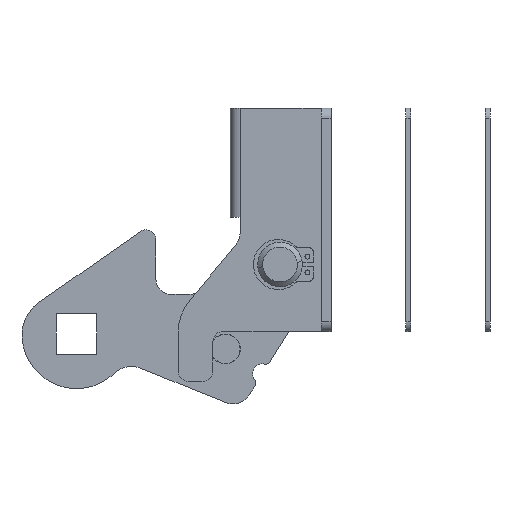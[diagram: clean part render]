
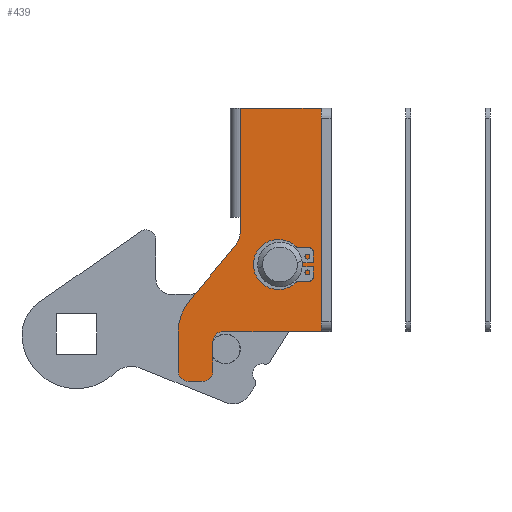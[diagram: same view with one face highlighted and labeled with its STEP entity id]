
A CAD part, left-side view. The second image highlights one B-rep face of the part: STEP entity #439.
In plain terms, the highlighted planar face has unit normal (-1, 0, 0).
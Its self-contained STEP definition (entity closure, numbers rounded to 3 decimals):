
#53 = CARTESIAN_POINT ( 'NONE',  ( -11.5, 1.5, -47. ) ) ;
#138 = VERTEX_POINT ( 'NONE', #6058 ) ;
#215 = CARTESIAN_POINT ( 'NONE',  ( -11.5, -18.3, -45. ) ) ;
#236 = DIRECTION ( 'NONE',  ( 1., 0., 0. ) ) ;
#248 = EDGE_CURVE ( 'NONE', #2359, #1523, #5238, .T. ) ;
#365 = CARTESIAN_POINT ( 'NONE',  ( -11.5, 8.5, -55. ) ) ;
#372 = CARTESIAN_POINT ( 'NONE',  ( -11.5, -18.3, -45. ) ) ;
#421 = DIRECTION ( 'NONE',  ( 1., 0., 0. ) ) ;
#438 = VERTEX_POINT ( 'NONE', #5151 ) ;
#439 = ADVANCED_FACE ( 'NONE', ( #5015, #5116 ), #4511, .T. ) ;
#540 = CARTESIAN_POINT ( 'NONE',  ( -11.5, -2., -24.69 ) ) ;
#689 = CARTESIAN_POINT ( 'NONE',  ( -11.5, 10.5, -53. ) ) ;
#698 = EDGE_CURVE ( 'NONE', #438, #4737, #6101, .T. ) ;
#739 = EDGE_CURVE ( 'NONE', #844, #4768, #1387, .T. ) ;
#825 = EDGE_CURVE ( 'NONE', #2011, #2362, #1337, .T. ) ;
#844 = VERTEX_POINT ( 'NONE', #1119 ) ;
#872 = LINE ( 'NONE', #215, #2683 ) ;
#890 = CARTESIAN_POINT ( 'NONE',  ( -11.5, -10., -31.5 ) ) ;
#1031 = LINE ( 'NONE', #365, #5317 ) ;
#1048 = CARTESIAN_POINT ( 'NONE',  ( -11.5, 8.5, -55. ) ) ;
#1050 = VERTEX_POINT ( 'NONE', #540 ) ;
#1112 = ORIENTED_EDGE ( 'NONE', *, *, #4363, .T. ) ;
#1119 = CARTESIAN_POINT ( 'NONE',  ( -11.5, 3.5, -53. ) ) ;
#1136 = VERTEX_POINT ( 'NONE', #3941 ) ;
#1167 = CARTESIAN_POINT ( 'NONE',  ( -11.5, -10., -36.05 ) ) ;
#1196 = EDGE_CURVE ( 'NONE', #1050, #1136, #2496, .T. ) ;
#1212 = DIRECTION ( 'NONE',  ( 0., 0., 1. ) ) ;
#1337 = CIRCLE ( 'NONE', #2532, 10. ) ;
#1376 = CARTESIAN_POINT ( 'NONE',  ( -11.5, 5.5, -53. ) ) ;
#1387 = CIRCLE ( 'NONE', #5191, 2. ) ;
#1415 = CARTESIAN_POINT ( 'NONE',  ( -11.5, 0.5, -45.12 ) ) ;
#1500 = EDGE_CURVE ( 'NONE', #1857, #844, #4381, .T. ) ;
#1523 = VERTEX_POINT ( 'NONE', #2950 ) ;
#1655 = CARTESIAN_POINT ( 'NONE',  ( -11.5, 1.5, -45. ) ) ;
#1662 = LINE ( 'NONE', #372, #4862 ) ;
#1683 = VECTOR ( 'NONE', #3954, 1000. ) ;
#1710 = CARTESIAN_POINT ( 'NONE',  ( -11.5, 3., -24.69 ) ) ;
#1718 = ORIENTED_EDGE ( 'NONE', *, *, #739, .F. ) ;
#1734 = ORIENTED_EDGE ( 'NONE', *, *, #5042, .F. ) ;
#1842 = CIRCLE ( 'NONE', #3303, 2. ) ;
#1857 = VERTEX_POINT ( 'NONE', #3667 ) ;
#1859 = CARTESIAN_POINT ( 'NONE',  ( -11.5, -2., -45. ) ) ;
#1862 = VECTOR ( 'NONE', #2261, 1000. ) ;
#1937 = DIRECTION ( 'NONE',  ( 0., 0., 1. ) ) ;
#1981 = VERTEX_POINT ( 'NONE', #5797 ) ;
#2011 = VERTEX_POINT ( 'NONE', #3072 ) ;
#2016 = ORIENTED_EDGE ( 'NONE', *, *, #5600, .F. ) ;
#2086 = ORIENTED_EDGE ( 'NONE', *, *, #5626, .T. ) ;
#2095 = ORIENTED_EDGE ( 'NONE', *, *, #248, .F. ) ;
#2098 = ORIENTED_EDGE ( 'NONE', *, *, #6082, .F. ) ;
#2212 = DIRECTION ( 'NONE',  ( 0., 0., -1. ) ) ;
#2261 = DIRECTION ( 'NONE',  ( 0., -0.64, 0.768 ) ) ;
#2271 = DIRECTION ( 'NONE',  ( 0., 0., 1. ) ) ;
#2359 = VERTEX_POINT ( 'NONE', #4141 ) ;
#2362 = VERTEX_POINT ( 'NONE', #3519 ) ;
#2395 = CIRCLE ( 'NONE', #4161, 5. ) ;
#2457 = DIRECTION ( 'NONE',  ( 0., 0., -1. ) ) ;
#2496 = LINE ( 'NONE', #1859, #5280 ) ;
#2497 = EDGE_CURVE ( 'NONE', #2362, #1981, #5481, .T. ) ;
#2504 = DIRECTION ( 'NONE',  ( 0., 0., 1. ) ) ;
#2529 = ORIENTED_EDGE ( 'NONE', *, *, #3305, .T. ) ;
#2532 = AXIS2_PLACEMENT_3D ( 'NONE', #1415, #3170, #2539 ) ;
#2539 = DIRECTION ( 'NONE',  ( 0., 0., 1. ) ) ;
#2562 = CARTESIAN_POINT ( 'NONE',  ( -11.5, 10.5, -45.12 ) ) ;
#2580 = DIRECTION ( 'NONE',  ( 0., -1., 0. ) ) ;
#2683 = VECTOR ( 'NONE', #5857, 1000. ) ;
#2720 = ORIENTED_EDGE ( 'NONE', *, *, #5236, .T. ) ;
#2803 = DIRECTION ( 'NONE',  ( 0., 0., 1. ) ) ;
#2873 = DIRECTION ( 'NONE',  ( 1., 0., 0. ) ) ;
#2904 = VECTOR ( 'NONE', #1937, 1000. ) ;
#2916 = CARTESIAN_POINT ( 'NONE',  ( -11.5, -2., -26.5 ) ) ;
#2949 = EDGE_LOOP ( 'NONE', ( #2095, #4459, #4123, #2720, #5141, #5107, #3101, #1734, #2098, #1718, #3217, #2016, #2086, #1112 ) ) ;
#2950 = CARTESIAN_POINT ( 'NONE',  ( -11.5, -18.3, 0. ) ) ;
#3000 = AXIS2_PLACEMENT_3D ( 'NONE', #3506, #2873, #2212 ) ;
#3072 = CARTESIAN_POINT ( 'NONE',  ( -11.5, 10.5, -45.12 ) ) ;
#3094 = CARTESIAN_POINT ( 'NONE',  ( -11.5, 3.5, -53. ) ) ;
#3101 = ORIENTED_EDGE ( 'NONE', *, *, #4162, .F. ) ;
#3137 = DIRECTION ( 'NONE',  ( 1., 0., 0. ) ) ;
#3170 = DIRECTION ( 'NONE',  ( 1., 0., 0. ) ) ;
#3201 = LINE ( 'NONE', #2562, #2904 ) ;
#3217 = ORIENTED_EDGE ( 'NONE', *, *, #1500, .F. ) ;
#3219 = DIRECTION ( 'NONE',  ( -1., 0., 0. ) ) ;
#3303 = AXIS2_PLACEMENT_3D ( 'NONE', #4218, #3585, #2271 ) ;
#3305 = EDGE_CURVE ( 'NONE', #4737, #438, #5719, .T. ) ;
#3443 = CARTESIAN_POINT ( 'NONE',  ( -11.5, -2., -45. ) ) ;
#3471 = ORIENTED_EDGE ( 'NONE', *, *, #698, .T. ) ;
#3506 = CARTESIAN_POINT ( 'NONE',  ( -11.5, -10., -31.5 ) ) ;
#3519 = CARTESIAN_POINT ( 'NONE',  ( -11.5, 8.182, -38.719 ) ) ;
#3585 = DIRECTION ( 'NONE',  ( 1., 0., 0. ) ) ;
#3667 = CARTESIAN_POINT ( 'NONE',  ( -11.5, 3.5, -47. ) ) ;
#3734 = DIRECTION ( 'NONE',  ( 0., 0., -1. ) ) ;
#3839 = EDGE_CURVE ( 'NONE', #1136, #2359, #5376, .T. ) ;
#3872 = CARTESIAN_POINT ( 'NONE',  ( -11.5, -18.3, -45. ) ) ;
#3941 = CARTESIAN_POINT ( 'NONE',  ( -11.5, -2., -22. ) ) ;
#3954 = DIRECTION ( 'NONE',  ( 0., -1., 0. ) ) ;
#4060 = CARTESIAN_POINT ( 'NONE',  ( -11.5, 5.5, -55. ) ) ;
#4123 = ORIENTED_EDGE ( 'NONE', *, *, #1196, .F. ) ;
#4141 = CARTESIAN_POINT ( 'NONE',  ( -11.5, -2., 0. ) ) ;
#4161 = AXIS2_PLACEMENT_3D ( 'NONE', #1710, #421, #6040 ) ;
#4162 = EDGE_CURVE ( 'NONE', #5102, #2011, #3201, .T. ) ;
#4218 = CARTESIAN_POINT ( 'NONE',  ( -11.5, 8.5, -53. ) ) ;
#4307 = VERTEX_POINT ( 'NONE', #1655 ) ;
#4325 = CIRCLE ( 'NONE', #5801, 2. ) ;
#4363 = EDGE_CURVE ( 'NONE', #138, #1523, #872, .T. ) ;
#4378 = AXIS2_PLACEMENT_3D ( 'NONE', #890, #236, #5875 ) ;
#4381 = LINE ( 'NONE', #3094, #5775 ) ;
#4388 = DIRECTION ( 'NONE',  ( -1., 0., 0. ) ) ;
#4459 = ORIENTED_EDGE ( 'NONE', *, *, #3839, .F. ) ;
#4473 = EDGE_LOOP ( 'NONE', ( #2529, #3471 ) ) ;
#4511 = PLANE ( 'NONE',  #4589 ) ;
#4584 = CARTESIAN_POINT ( 'NONE',  ( -11.5, -18.3, 0. ) ) ;
#4589 = AXIS2_PLACEMENT_3D ( 'NONE', #3872, #3219, #2580 ) ;
#4710 = VECTOR ( 'NONE', #2803, 1000. ) ;
#4737 = VERTEX_POINT ( 'NONE', #1167 ) ;
#4768 = VERTEX_POINT ( 'NONE', #4060 ) ;
#4862 = VECTOR ( 'NONE', #6000, 1000. ) ;
#5015 = FACE_BOUND ( 'NONE', #4473, .T. ) ;
#5042 = EDGE_CURVE ( 'NONE', #5128, #5102, #1842, .T. ) ;
#5102 = VERTEX_POINT ( 'NONE', #689 ) ;
#5107 = ORIENTED_EDGE ( 'NONE', *, *, #825, .F. ) ;
#5116 = FACE_OUTER_BOUND ( 'NONE', #2949, .T. ) ;
#5128 = VERTEX_POINT ( 'NONE', #1048 ) ;
#5141 = ORIENTED_EDGE ( 'NONE', *, *, #2497, .F. ) ;
#5151 = CARTESIAN_POINT ( 'NONE',  ( -11.5, -10., -26.95 ) ) ;
#5191 = AXIS2_PLACEMENT_3D ( 'NONE', #1376, #3137, #2504 ) ;
#5236 = EDGE_CURVE ( 'NONE', #1050, #1981, #2395, .T. ) ;
#5238 = LINE ( 'NONE', #4584, #1683 ) ;
#5280 = VECTOR ( 'NONE', #1212, 1000. ) ;
#5317 = VECTOR ( 'NONE', #5993, 1000. ) ;
#5376 = LINE ( 'NONE', #3443, #4710 ) ;
#5481 = LINE ( 'NONE', #2916, #1862 ) ;
#5600 = EDGE_CURVE ( 'NONE', #4307, #1857, #4325, .T. ) ;
#5626 = EDGE_CURVE ( 'NONE', #4307, #138, #1662, .T. ) ;
#5719 = CIRCLE ( 'NONE', #3000, 4.55 ) ;
#5775 = VECTOR ( 'NONE', #2457, 1000. ) ;
#5797 = CARTESIAN_POINT ( 'NONE',  ( -11.5, -0.841, -27.891 ) ) ;
#5801 = AXIS2_PLACEMENT_3D ( 'NONE', #53, #4388, #3734 ) ;
#5857 = DIRECTION ( 'NONE',  ( 0., 0., 1. ) ) ;
#5875 = DIRECTION ( 'NONE',  ( 0., 0., -1. ) ) ;
#5993 = DIRECTION ( 'NONE',  ( 0., 1., 0. ) ) ;
#6000 = DIRECTION ( 'NONE',  ( 0., -1., 0. ) ) ;
#6040 = DIRECTION ( 'NONE',  ( 0., -1., 0. ) ) ;
#6058 = CARTESIAN_POINT ( 'NONE',  ( -11.5, -18.3, -45. ) ) ;
#6082 = EDGE_CURVE ( 'NONE', #4768, #5128, #1031, .T. ) ;
#6101 = CIRCLE ( 'NONE', #4378, 4.55 ) ;
